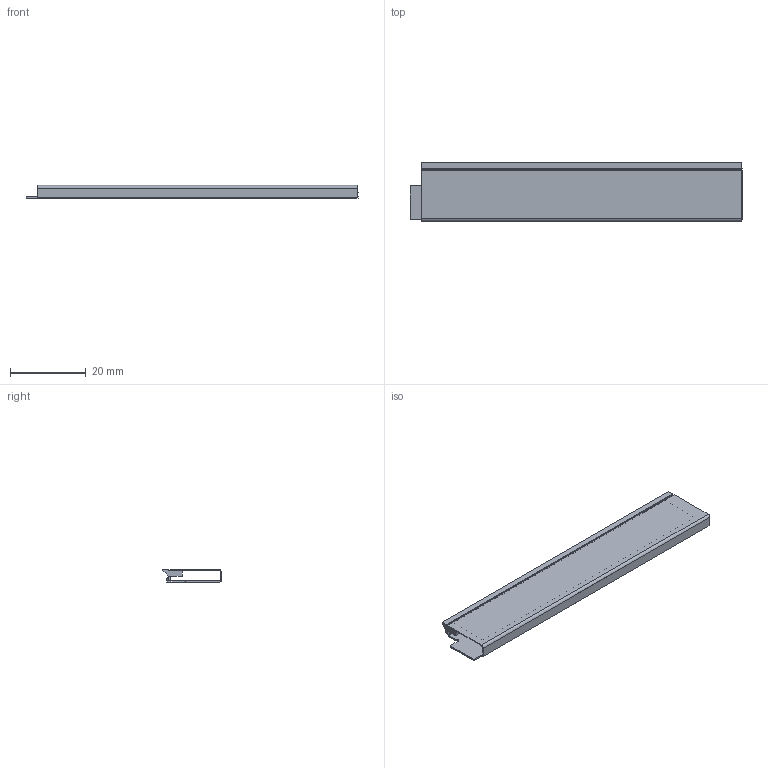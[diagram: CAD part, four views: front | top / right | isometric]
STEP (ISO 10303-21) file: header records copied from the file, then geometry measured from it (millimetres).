
FILE_DESCRIPTION (( 'STEP AP214' ), '1' );
FILE_NAME ('NNAMC0791Px01-xxxxxx.STEP', '2017-02-20T09:56:58', ( '' ), ( '' ), 'SwSTEP 2.0', 'SolidWorks 2016', '' );
FILE_SCHEMA (( 'AUTOMOTIVE_DESIGN' ));
Length unit declared in the file: millimetre
Products named in the file (7): 16_4800_12v; 16_4801_12v; NNAMC0791Px01-xxxxxx; 16_4296_12v; 17_4818_12v; 17_4832; 16_4802_12v  90 degree
Assembly tree (13 placements, depth 3):
  NNAMC0791Px01-xxxxxx
    16_4296_12v
    16_4802_12v  90 degree
      16_4800_12v
      16_4801_12v
      17_4818_12v
    17_4832  x8
Bounding box: 87.7 x 15.45 x 3.51 mm (x, y, z)
Volume: 1535.3 mm3; surface area: 8239.2 mm2
Topology: 12 solids, 12 shells, 105 faces, 228 edges, 148 vertices
Faces by surface type: plane 94, cylinder 11
Entity records: 2088 total; most frequent: CARTESIAN_POINT 334, DIRECTION 316, ORIENTED_EDGE 288, EDGE_CURVE 144, VECTOR 120, LINE 120, AXIS2_PLACEMENT_3D 98, VERTEX_POINT 92
